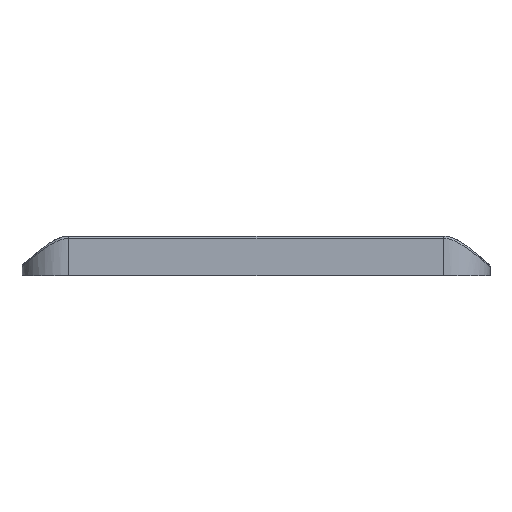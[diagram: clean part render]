
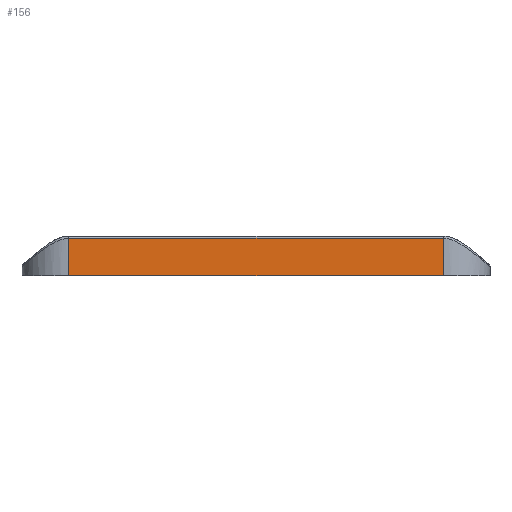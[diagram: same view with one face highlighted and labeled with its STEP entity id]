
A CAD part, left-side view. The second image highlights one B-rep face of the part: STEP entity #156.
In plain terms, the highlighted planar face has unit normal (-1, 0, 0).
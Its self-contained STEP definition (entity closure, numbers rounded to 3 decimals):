
#52 = PLANE ( 'NONE',  #299 ) ;
#84 = EDGE_LOOP ( 'NONE', ( #506, #2842, #785, #1814 ) ) ;
#156 = ADVANCED_FACE ( 'NONE', ( #2051 ), #52, .F. ) ;
#183 = VERTEX_POINT ( 'NONE', #1375 ) ;
#197 = CARTESIAN_POINT ( 'NONE',  ( -40., -16., 2.5 ) ) ;
#259 = CARTESIAN_POINT ( 'NONE',  ( -40., -20., 3.211 ) ) ;
#288 = DIRECTION ( 'NONE',  ( 0., -1., 0. ) ) ;
#299 = AXIS2_PLACEMENT_3D ( 'NONE', #1824, #500, #2540 ) ;
#341 = EDGE_CURVE ( 'NONE', #1487, #2152, #2681, .T. ) ;
#365 = EDGE_CURVE ( 'NONE', #1487, #183, #1119, .T. ) ;
#366 = EDGE_CURVE ( 'NONE', #183, #890, #1800, .T. ) ;
#497 = CARTESIAN_POINT ( 'NONE',  ( -40., -16., 3.211 ) ) ;
#500 = DIRECTION ( 'NONE',  ( 1., 0., 0. ) ) ;
#506 = ORIENTED_EDGE ( 'NONE', *, *, #365, .F. ) ;
#785 = ORIENTED_EDGE ( 'NONE', *, *, #2035, .F. ) ;
#842 = CARTESIAN_POINT ( 'NONE',  ( -40., 16., 2.5 ) ) ;
#852 = VECTOR ( 'NONE', #1340, 1000. ) ;
#890 = VERTEX_POINT ( 'NONE', #497 ) ;
#1070 = DIRECTION ( 'NONE',  ( 0., 0., -1. ) ) ;
#1077 = CARTESIAN_POINT ( 'NONE',  ( -40., 0., 0. ) ) ;
#1119 = LINE ( 'NONE', #842, #2675 ) ;
#1340 = DIRECTION ( 'NONE',  ( 0., -1., 0. ) ) ;
#1375 = CARTESIAN_POINT ( 'NONE',  ( -40., 16., 3.211 ) ) ;
#1487 = VERTEX_POINT ( 'NONE', #1816 ) ;
#1514 = LINE ( 'NONE', #197, #2499 ) ;
#1731 = DIRECTION ( 'NONE',  ( 0., 0., 1. ) ) ;
#1800 = LINE ( 'NONE', #259, #2489 ) ;
#1814 = ORIENTED_EDGE ( 'NONE', *, *, #366, .F. ) ;
#1816 = CARTESIAN_POINT ( 'NONE',  ( -40., 16., 0. ) ) ;
#1824 = CARTESIAN_POINT ( 'NONE',  ( -40., -20., 5. ) ) ;
#2035 = EDGE_CURVE ( 'NONE', #890, #2152, #1514, .T. ) ;
#2051 = FACE_OUTER_BOUND ( 'NONE', #84, .T. ) ;
#2060 = CARTESIAN_POINT ( 'NONE',  ( -40., -16., 0. ) ) ;
#2152 = VERTEX_POINT ( 'NONE', #2060 ) ;
#2489 = VECTOR ( 'NONE', #288, 1000. ) ;
#2499 = VECTOR ( 'NONE', #1070, 1000. ) ;
#2540 = DIRECTION ( 'NONE',  ( 0., 1., 0. ) ) ;
#2675 = VECTOR ( 'NONE', #1731, 1000. ) ;
#2681 = LINE ( 'NONE', #1077, #852 ) ;
#2842 = ORIENTED_EDGE ( 'NONE', *, *, #341, .T. ) ;
